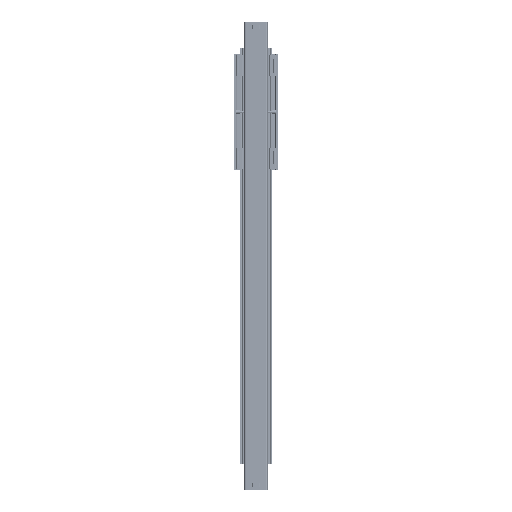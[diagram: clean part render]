
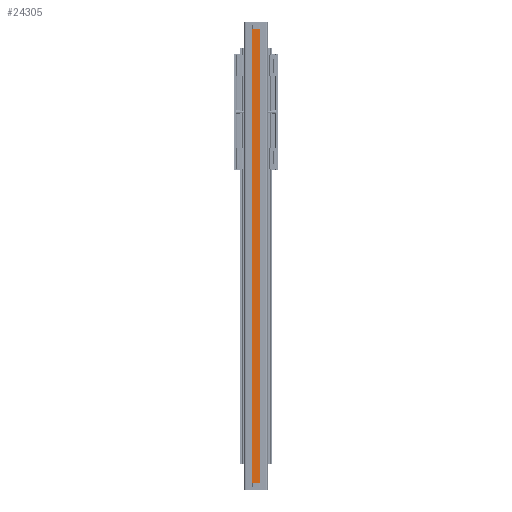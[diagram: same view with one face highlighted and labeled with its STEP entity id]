
A CAD part, front view. The second image highlights one B-rep face of the part: STEP entity #24305.
In plain terms, the highlighted planar face has unit normal (0, -1, 0).
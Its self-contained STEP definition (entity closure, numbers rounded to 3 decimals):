
#3518 = VERTEX_POINT ( 'NONE', #5131 ) ;
#5131 = CARTESIAN_POINT ( 'NONE',  ( 13.75, -40., 787. ) ) ;
#6527 = CARTESIAN_POINT ( 'NONE',  ( -40., -40., -787. ) ) ;
#7577 = CARTESIAN_POINT ( 'NONE',  ( -13.75, -40., 3500. ) ) ;
#9214 = VECTOR ( 'NONE', #34907, 1000. ) ;
#16677 = VECTOR ( 'NONE', #40152, 1000. ) ;
#18824 = CARTESIAN_POINT ( 'NONE',  ( 13.75, -40., 3500. ) ) ;
#20251 = DIRECTION ( 'NONE',  ( 0., 0., 1. ) ) ;
#20796 = ORIENTED_EDGE ( 'NONE', *, *, #29393, .T. ) ;
#23998 = ORIENTED_EDGE ( 'NONE', *, *, #83072, .F. ) ;
#24305 = ADVANCED_FACE ( 'NONE', ( #82836 ), #81898, .F. ) ;
#26989 = VECTOR ( 'NONE', #85048, 1000. ) ;
#29393 = EDGE_CURVE ( 'NONE', #70502, #3518, #82346, .T. ) ;
#30473 = CARTESIAN_POINT ( 'NONE',  ( -40., -40., 787. ) ) ;
#31057 = VECTOR ( 'NONE', #73709, 1000. ) ;
#34907 = DIRECTION ( 'NONE',  ( -1., 0., 0. ) ) ;
#37436 = ORIENTED_EDGE ( 'NONE', *, *, #69875, .F. ) ;
#40152 = DIRECTION ( 'NONE',  ( 0., 0., 1. ) ) ;
#50835 = VERTEX_POINT ( 'NONE', #55355 ) ;
#50852 = CARTESIAN_POINT ( 'NONE',  ( 13.75, -40., -787. ) ) ;
#55355 = CARTESIAN_POINT ( 'NONE',  ( -13.75, -40., -787. ) ) ;
#55476 = CARTESIAN_POINT ( 'NONE',  ( -13.75, -40., 3500. ) ) ;
#56851 = LINE ( 'NONE', #55476, #26989 ) ;
#58114 = EDGE_CURVE ( 'NONE', #50835, #72480, #56851, .T. ) ;
#60279 = LINE ( 'NONE', #30473, #31057 ) ;
#60846 = ORIENTED_EDGE ( 'NONE', *, *, #58114, .F. ) ;
#62556 = AXIS2_PLACEMENT_3D ( 'NONE', #7577, #70362, #20251 ) ;
#66416 = CARTESIAN_POINT ( 'NONE',  ( -13.75, -40., 787. ) ) ;
#69875 = EDGE_CURVE ( 'NONE', #70502, #50835, #70236, .T. ) ;
#70236 = LINE ( 'NONE', #6527, #9214 ) ;
#70362 = DIRECTION ( 'NONE',  ( 0., 1., 0. ) ) ;
#70502 = VERTEX_POINT ( 'NONE', #50852 ) ;
#72480 = VERTEX_POINT ( 'NONE', #66416 ) ;
#73709 = DIRECTION ( 'NONE',  ( 1., 0., 0. ) ) ;
#78083 = EDGE_LOOP ( 'NONE', ( #60846, #37436, #20796, #23998 ) ) ;
#81898 = PLANE ( 'NONE',  #62556 ) ;
#82346 = LINE ( 'NONE', #18824, #16677 ) ;
#82836 = FACE_OUTER_BOUND ( 'NONE', #78083, .T. ) ;
#83072 = EDGE_CURVE ( 'NONE', #72480, #3518, #60279, .T. ) ;
#85048 = DIRECTION ( 'NONE',  ( 0., 0., 1. ) ) ;
